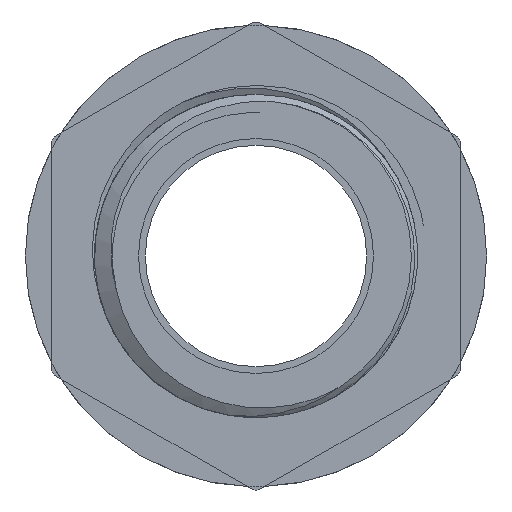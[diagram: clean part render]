
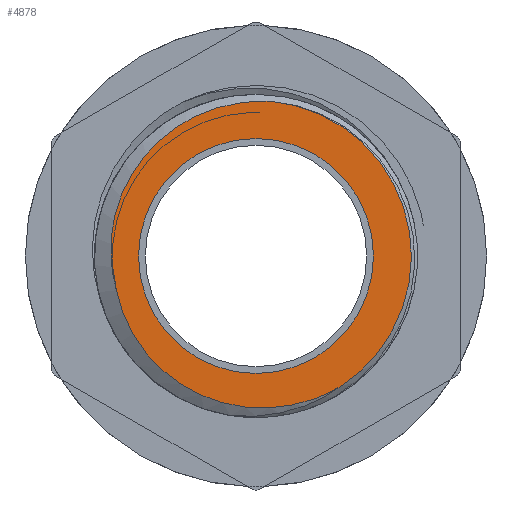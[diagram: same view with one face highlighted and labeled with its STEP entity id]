
A CAD part, front view. The second image highlights one B-rep face of the part: STEP entity #4878.
In plain terms, the highlighted planar face has unit normal (0, -1, 0).
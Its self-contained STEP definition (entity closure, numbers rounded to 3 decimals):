
#352 = ORIENTED_EDGE ( 'NONE', *, *, #559, .F. ) ;
#559 = EDGE_CURVE ( 'NONE', #6177, #10235, #12589, .T. ) ;
#641 = CARTESIAN_POINT ( 'NONE',  ( -5.327, -14.986, 11.096 ) ) ;
#696 = CARTESIAN_POINT ( 'NONE',  ( -11.689, -14.986, 2.002 ) ) ;
#706 = CARTESIAN_POINT ( 'NONE',  ( 1.141, -14.986, 12.516 ) ) ;
#842 = CARTESIAN_POINT ( 'NONE',  ( -5.141, -14.986, -10.925 ) ) ;
#880 = CARTESIAN_POINT ( 'NONE',  ( 5.968, -14.986, -11.059 ) ) ;
#1071 = PLANE ( 'NONE',  #8231 ) ;
#1569 = ORIENTED_EDGE ( 'NONE', *, *, #13063, .T. ) ;
#1887 = CARTESIAN_POINT ( 'NONE',  ( -6.562, -14.986, 10.343 ) ) ;
#1946 = CARTESIAN_POINT ( 'NONE',  ( -11.707, -14.986, -0.885 ) ) ;
#2050 = CARTESIAN_POINT ( 'NONE',  ( -10.793, -14.986, -4.621 ) ) ;
#2096 = CARTESIAN_POINT ( 'NONE',  ( -3.377, -14.986, -11.703 ) ) ;
#2262 = DIRECTION ( 'NONE',  ( 0., -1., 0. ) ) ;
#2689 = AXIS2_PLACEMENT_3D ( 'NONE', #9876, #2262, #11126 ) ;
#2929 = CIRCLE ( 'NONE', #2689, 12.568 ) ;
#3168 = CARTESIAN_POINT ( 'NONE',  ( -8.401, -14.986, 8.817 ) ) ;
#3219 = CARTESIAN_POINT ( 'NONE',  ( -11.284, -14.986, -2.763 ) ) ;
#3314 = CARTESIAN_POINT ( 'NONE',  ( -9.938, -14.986, -6.349 ) ) ;
#3369 = CARTESIAN_POINT ( 'NONE',  ( -1.039, -14.986, -12.205 ) ) ;
#4368 = DIRECTION ( 'NONE',  ( 0., 1., 0. ) ) ;
#4447 = CARTESIAN_POINT ( 'NONE',  ( -9.605, -14.986, 7.311 ) ) ;
#4607 = CARTESIAN_POINT ( 'NONE',  ( -9.139, -14.986, -7.546 ) ) ;
#4658 = CARTESIAN_POINT ( 'NONE',  ( 0.403, -14.986, -12.302 ) ) ;
#4878 = ADVANCED_FACE ( 'NONE', ( #7642, #14188 ), #1071, .F. ) ;
#5061 = B_SPLINE_CURVE_WITH_KNOTS ( 'NONE', 3,
 ( #10713, #9280, #13175, #5685, #14313, #6946, #15389, #8219, #641, #9508, #1887, #10768, #3168, #11976, #4447, #13230, #5735, #14351, #7005, #15442, #8267, #696, #9567, #1946, #10819, #3219 ),
 .UNSPECIFIED., .F., .F.,
 ( 4, 2, 2, 2, 2, 2, 2, 2, 2, 2, 2, 2, 4 ),
 ( 0.013, 0.016, 0.017, 0.019, 0.02, 0.021, 0.024, 0.026, 0.027, 0.029, 0.03, 0.033, 0.036 ),
 .UNSPECIFIED. ) ;
#5266 = EDGE_LOOP ( 'NONE', ( #352, #9533 ) ) ;
#5387 = CARTESIAN_POINT ( 'NONE',  ( -11.284, -14.986, -2.763 ) ) ;
#5685 = CARTESIAN_POINT ( 'NONE',  ( -2.186, -14.986, 12.248 ) ) ;
#5735 = CARTESIAN_POINT ( 'NONE',  ( -10.356, -14.986, 6.089 ) ) ;
#5872 = CARTESIAN_POINT ( 'NONE',  ( -8.202, -14.986, -8.639 ) ) ;
#5934 = CARTESIAN_POINT ( 'NONE',  ( 1.832, -14.986, -12.231 ) ) ;
#6177 = VERTEX_POINT ( 'NONE', #9867 ) ;
#6946 = CARTESIAN_POINT ( 'NONE',  ( -3.578, -14.986, 11.857 ) ) ;
#7005 = CARTESIAN_POINT ( 'NONE',  ( -10.953, -14.986, 4.787 ) ) ;
#7092 = CARTESIAN_POINT ( 'NONE',  ( -11.095, -14.986, -3.713 ) ) ;
#7148 = DIRECTION ( 'NONE',  ( 0., 0., -1. ) ) ;
#7149 = CARTESIAN_POINT ( 'NONE',  ( -7.136, -14.986, -9.614 ) ) ;
#7159 = ORIENTED_EDGE ( 'NONE', *, *, #10807, .T. ) ;
#7170 = DIRECTION ( 'NONE',  ( 0., -1., 0. ) ) ;
#7171 = CARTESIAN_POINT ( 'NONE',  ( 0., -14.986, 0. ) ) ;
#7187 = ORIENTED_EDGE ( 'NONE', *, *, #15848, .T. ) ;
#7198 = CARTESIAN_POINT ( 'NONE',  ( 3.252, -14.986, -11.992 ) ) ;
#7537 = DIRECTION ( 'NONE',  ( 0., -1., 0. ) ) ;
#7642 = FACE_BOUND ( 'NONE', #5266, .T. ) ;
#7673 = B_SPLINE_CURVE_WITH_KNOTS ( 'NONE', 3,
 ( #10857, #7092, #2050, #10907, #3314, #12128, #4607, #13372, #5872, #14480, #7149, #15567, #8414, #842, #9714, #2096, #10954, #3369, #12183, #4658, #13422, #5934, #14520, #7198, #15620, #8468, #880, #9774 ),
 .UNSPECIFIED., .F., .F.,
 ( 4, 2, 2, 2, 2, 2, 2, 2, 2, 2, 2, 2, 2, 4 ),
 ( 0., 0.003, 0.004, 0.006, 0.007, 0.009, 0.01, 0.011, 0.014, 0.016, 0.017, 0.019, 0.02, 0.023 ),
 .UNSPECIFIED. ) ;
#8075 = AXIS2_PLACEMENT_3D ( 'NONE', #7171, #7170, #7148 ) ;
#8125 = AXIS2_PLACEMENT_3D ( 'NONE', #14822, #7537, #15917 ) ;
#8180 = CARTESIAN_POINT ( 'NONE',  ( 6.799, -14.986, -10.571 ) ) ;
#8219 = CARTESIAN_POINT ( 'NONE',  ( -4.901, -14.986, 11.312 ) ) ;
#8231 = AXIS2_PLACEMENT_3D ( 'NONE', #11907, #4368, #13144 ) ;
#8267 = CARTESIAN_POINT ( 'NONE',  ( -11.393, -14.986, 3.407 ) ) ;
#8414 = CARTESIAN_POINT ( 'NONE',  ( -5.972, -14.986, -10.448 ) ) ;
#8468 = CARTESIAN_POINT ( 'NONE',  ( 5.095, -14.986, -11.445 ) ) ;
#8901 = VERTEX_POINT ( 'NONE', #706 ) ;
#9280 = CARTESIAN_POINT ( 'NONE',  ( 0.182, -14.986, 12.565 ) ) ;
#9508 = CARTESIAN_POINT ( 'NONE',  ( -6.157, -14.986, 10.613 ) ) ;
#9533 = ORIENTED_EDGE ( 'NONE', *, *, #10927, .F. ) ;
#9567 = CARTESIAN_POINT ( 'NONE',  ( -11.773, -14.986, 1.05 ) ) ;
#9714 = CARTESIAN_POINT ( 'NONE',  ( -4.706, -14.986, -11.141 ) ) ;
#9774 = CARTESIAN_POINT ( 'NONE',  ( 6.799, -14.986, -10.571 ) ) ;
#9867 = CARTESIAN_POINT ( 'NONE',  ( 0., -14.986, -9.5 ) ) ;
#9876 = CARTESIAN_POINT ( 'NONE',  ( 0., -14.986, 0. ) ) ;
#10235 = VERTEX_POINT ( 'NONE', #15858 ) ;
#10713 = CARTESIAN_POINT ( 'NONE',  ( 1.141, -14.986, 12.516 ) ) ;
#10768 = CARTESIAN_POINT ( 'NONE',  ( -7.711, -14.986, 9.477 ) ) ;
#10807 = EDGE_CURVE ( 'NONE', #11958, #8901, #2929, .T. ) ;
#10819 = CARTESIAN_POINT ( 'NONE',  ( -11.555, -14.986, -1.834 ) ) ;
#10857 = CARTESIAN_POINT ( 'NONE',  ( -11.284, -14.986, -2.763 ) ) ;
#10907 = CARTESIAN_POINT ( 'NONE',  ( -10.173, -14.986, -5.924 ) ) ;
#10927 = EDGE_CURVE ( 'NONE', #10235, #6177, #15246, .T. ) ;
#10954 = CARTESIAN_POINT ( 'NONE',  ( -2.46, -14.986, -11.968 ) ) ;
#11126 = DIRECTION ( 'NONE',  ( 0., 0., 1. ) ) ;
#11907 = CARTESIAN_POINT ( 'NONE',  ( 0., -14.986, 0. ) ) ;
#11958 = VERTEX_POINT ( 'NONE', #8180 ) ;
#11976 = CARTESIAN_POINT ( 'NONE',  ( -9.319, -14.986, 7.704 ) ) ;
#12128 = CARTESIAN_POINT ( 'NONE',  ( -9.421, -14.986, -7.159 ) ) ;
#12183 = CARTESIAN_POINT ( 'NONE',  ( -0.556, -14.986, -12.257 ) ) ;
#12214 = EDGE_LOOP ( 'NONE', ( #7187, #1569, #7159 ) ) ;
#12589 = CIRCLE ( 'NONE', #8075, 9.5 ) ;
#13063 = EDGE_CURVE ( 'NONE', #13453, #11958, #7673, .T. ) ;
#13144 = DIRECTION ( 'NONE',  ( 0., 0., 1. ) ) ;
#13175 = CARTESIAN_POINT ( 'NONE',  ( -0.77, -14.986, 12.504 ) ) ;
#13230 = CARTESIAN_POINT ( 'NONE',  ( -10.123, -14.986, 6.505 ) ) ;
#13372 = CARTESIAN_POINT ( 'NONE',  ( -8.53, -14.986, -8.285 ) ) ;
#13422 = CARTESIAN_POINT ( 'NONE',  ( 0.88, -14.986, -12.297 ) ) ;
#13453 = VERTEX_POINT ( 'NONE', #5387 ) ;
#14188 = FACE_OUTER_BOUND ( 'NONE', #12214, .T. ) ;
#14313 = CARTESIAN_POINT ( 'NONE',  ( -2.659, -14.986, 12.135 ) ) ;
#14351 = CARTESIAN_POINT ( 'NONE',  ( -10.771, -14.986, 5.229 ) ) ;
#14480 = CARTESIAN_POINT ( 'NONE',  ( -7.502, -14.986, -9.305 ) ) ;
#14520 = CARTESIAN_POINT ( 'NONE',  ( 2.307, -14.986, -12.17 ) ) ;
#14822 = CARTESIAN_POINT ( 'NONE',  ( 0., -14.986, 0. ) ) ;
#15246 = CIRCLE ( 'NONE', #8125, 9.5 ) ;
#15389 = CARTESIAN_POINT ( 'NONE',  ( -4.026, -14.986, 11.692 ) ) ;
#15442 = CARTESIAN_POINT ( 'NONE',  ( -11.265, -14.986, 3.874 ) ) ;
#15567 = CARTESIAN_POINT ( 'NONE',  ( -6.371, -14.986, -10.186 ) ) ;
#15620 = CARTESIAN_POINT ( 'NONE',  ( 3.723, -14.986, -11.874 ) ) ;
#15848 = EDGE_CURVE ( 'NONE', #8901, #13453, #5061, .T. ) ;
#15858 = CARTESIAN_POINT ( 'NONE',  ( 0., -14.986, 9.5 ) ) ;
#15917 = DIRECTION ( 'NONE',  ( 0., 0., -1. ) ) ;
